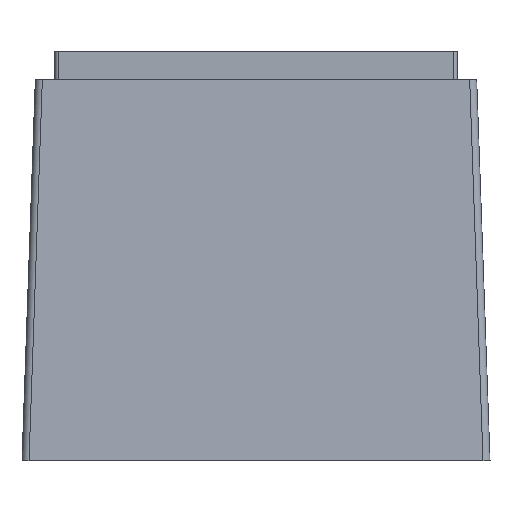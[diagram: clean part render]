
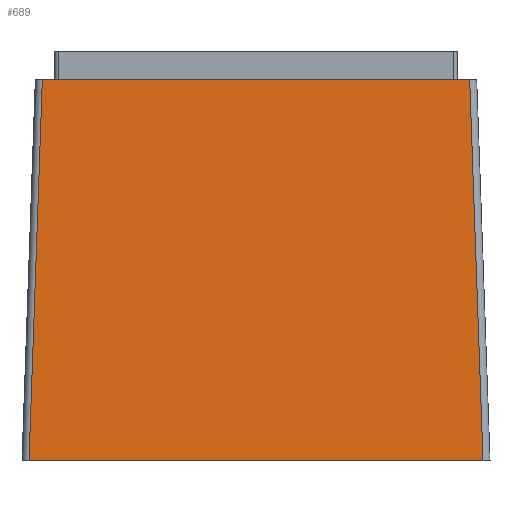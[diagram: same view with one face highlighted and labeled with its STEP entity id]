
A CAD part, left-side view. The second image highlights one B-rep face of the part: STEP entity #689.
In plain terms, the highlighted planar face has unit normal (-0.999, 0, 0.035).
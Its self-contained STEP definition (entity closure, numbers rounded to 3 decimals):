
#669=AXIS2_PLACEMENT_3D('Plane Axis2P3D',#666,#667,#668) ;
#398=CARTESIAN_POINT('Vertex',(0.,0.3,0.)) ;
#401=CARTESIAN_POINT('Line Origine',(0.,10.,0.)) ;
#405=CARTESIAN_POINT('Vertex',(0.,19.7,0.)) ;
#644=CARTESIAN_POINT('Line Origine',(-0.796,20.496,-22.803)) ;
#648=CARTESIAN_POINT('Vertex',(0.569,19.131,16.3)) ;
#666=CARTESIAN_POINT('Axis2P3D Location',(0.,20.,0.)) ;
#671=CARTESIAN_POINT('Line Origine',(0.285,0.584,8.15)) ;
#675=CARTESIAN_POINT('Vertex',(0.569,0.869,16.3)) ;
#678=CARTESIAN_POINT('Line Origine',(0.569,10.,16.3)) ;
#402=DIRECTION('Vector Direction',(0.,1.,0.)) ;
#645=DIRECTION('Vector Direction',(0.035,-0.035,0.999)) ;
#667=DIRECTION('Axis2P3D Direction',(-0.999,0.,0.035)) ;
#668=DIRECTION('Axis2P3D XDirection',(0.,-1.,0.)) ;
#672=DIRECTION('Vector Direction',(0.035,0.035,0.999)) ;
#679=DIRECTION('Vector Direction',(0.,1.,0.)) ;
#403=VECTOR('Line Direction',#402,1.) ;
#646=VECTOR('Line Direction',#645,1.) ;
#673=VECTOR('Line Direction',#672,1.) ;
#680=VECTOR('Line Direction',#679,1.) ;
#684=ORIENTED_EDGE('',*,*,#407,.F.) ;
#685=ORIENTED_EDGE('',*,*,#677,.T.) ;
#686=ORIENTED_EDGE('',*,*,#682,.T.) ;
#687=ORIENTED_EDGE('',*,*,#650,.F.) ;
#689=ADVANCED_FACE('67156_CABTITE_SE_9-10_SML',(#688),#670,.T.) ;
#407=EDGE_CURVE('',#399,#406,#404,.T.) ;
#650=EDGE_CURVE('',#406,#649,#647,.T.) ;
#677=EDGE_CURVE('',#399,#676,#674,.T.) ;
#682=EDGE_CURVE('',#676,#649,#681,.T.) ;
#683=EDGE_LOOP('',(#684,#685,#686,#687)) ;
#688=FACE_OUTER_BOUND('',#683,.T.) ;
#404=LINE('Line',#401,#403) ;
#647=LINE('Line',#644,#646) ;
#674=LINE('Line',#671,#673) ;
#681=LINE('Line',#678,#680) ;
#670=PLANE('',#669) ;
#399=VERTEX_POINT('',#398) ;
#406=VERTEX_POINT('',#405) ;
#649=VERTEX_POINT('',#648) ;
#676=VERTEX_POINT('',#675) ;
